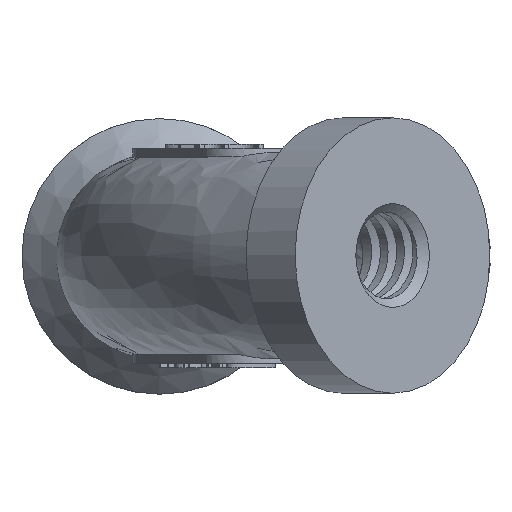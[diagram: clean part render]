
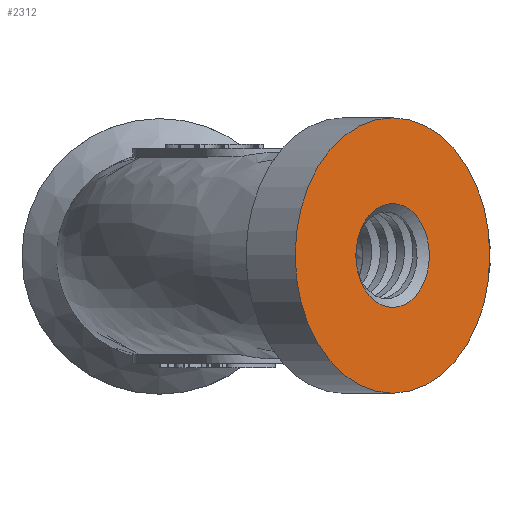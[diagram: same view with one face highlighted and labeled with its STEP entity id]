
A CAD part, top view. The second image highlights one B-rep face of the part: STEP entity #2312.
In plain terms, the highlighted planar face has unit normal (0.707, 0, 0.707).
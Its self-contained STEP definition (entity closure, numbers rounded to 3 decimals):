
#91=CIRCLE('',#2467,7.95);
#101=CIRCLE('',#2490,3.);
#297=ORIENTED_EDGE('',*,*,#974,.T.);
#298=ORIENTED_EDGE('',*,*,#926,.F.);
#926=EDGE_CURVE('',#1258,#1258,#91,.T.);
#974=EDGE_CURVE('',#1308,#1308,#101,.T.);
#1258=VERTEX_POINT('',#3266);
#1308=VERTEX_POINT('',#3700);
#1884=EDGE_LOOP('',(#297));
#1885=EDGE_LOOP('',(#298));
#2057=FACE_BOUND('',#1884,.T.);
#2058=FACE_BOUND('',#1885,.T.);
#2214=PLANE('',#2489);
#2312=ADVANCED_FACE('',(#2057,#2058),#2214,.F.);
#2467=AXIS2_PLACEMENT_3D('',#3297,#2639,#2640);
#2489=AXIS2_PLACEMENT_3D('',#3698,#2690,#2691);
#2490=AXIS2_PLACEMENT_3D('',#3699,#2692,#2693);
#2639=DIRECTION('',(-0.707,0.,-0.707));
#2640=DIRECTION('',(0.,1.,0.));
#2690=DIRECTION('',(-0.707,0.,-0.707));
#2691=DIRECTION('',(-0.707,0.,0.707));
#2692=DIRECTION('',(-0.707,0.,-0.707));
#2693=DIRECTION('',(-0.707,0.,0.707));
#3266=CARTESIAN_POINT('',(0.057,0.,26.814));
#3297=CARTESIAN_POINT('',(-5.565,0.,32.435));
#3698=CARTESIAN_POINT('',(-5.565,0.,32.435));
#3699=CARTESIAN_POINT('',(-5.565,0.,32.435));
#3700=CARTESIAN_POINT('',(-7.686,0.,34.556));
